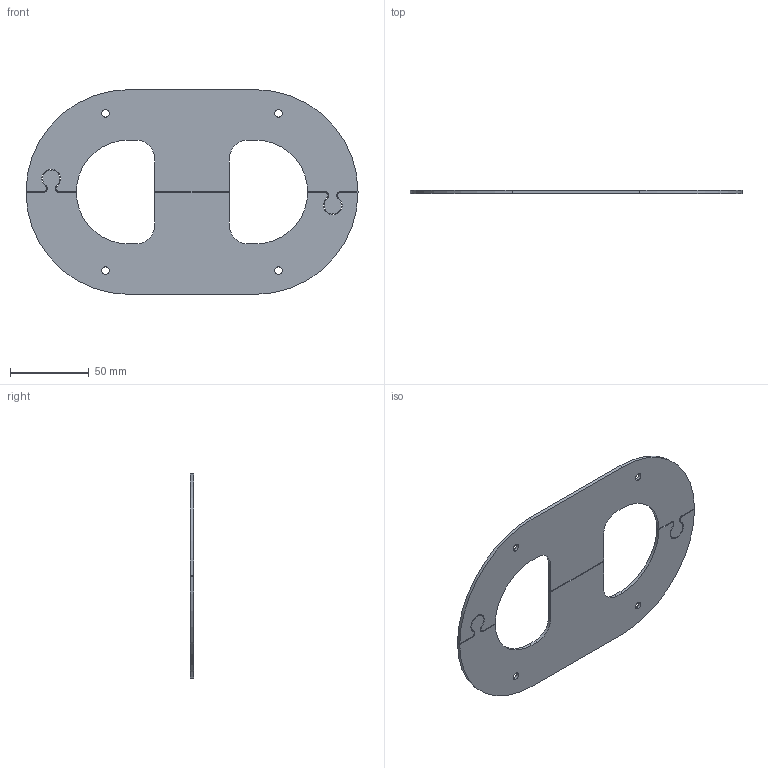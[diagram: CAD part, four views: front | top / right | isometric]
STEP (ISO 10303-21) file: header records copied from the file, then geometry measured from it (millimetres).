
FILE_DESCRIPTION (( 'STEP AP214' ), '1' );
FILE_NAME ('6290200.stp', '2016-06-22T06:25:28', ( '' ), ( '' ), 'SwSTEP 2.0', 'SolidWorks 2014', '' );
FILE_SCHEMA (( 'AUTOMOTIVE_DESIGN' ));
Length unit declared in the file: millimetre
Products named in the file (2): 6290200; 000198T1_Standard
Assembly tree (2 placements, depth 2):
  6290200
    000198T1_Standard  x2
Bounding box: 211 x 2 x 130 mm (x, y, z)
Volume: 36274.1 mm3; surface area: 38982.7 mm2
Topology: 2 solids, 2 shells, 58 faces, 162 edges, 108 vertices
Faces by surface type: cylinder 34, plane 24
Entity records: 1031 total; most frequent: DIRECTION 183, CARTESIAN_POINT 169, ORIENTED_EDGE 162, EDGE_CURVE 81, AXIS2_PLACEMENT_3D 68, VERTEX_POINT 54, LINE 47, VECTOR 47
